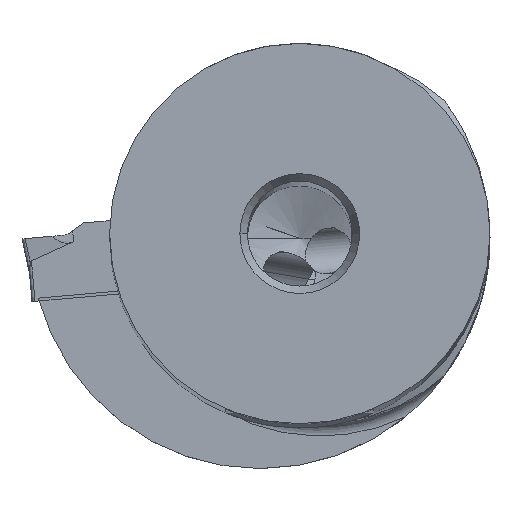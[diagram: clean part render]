
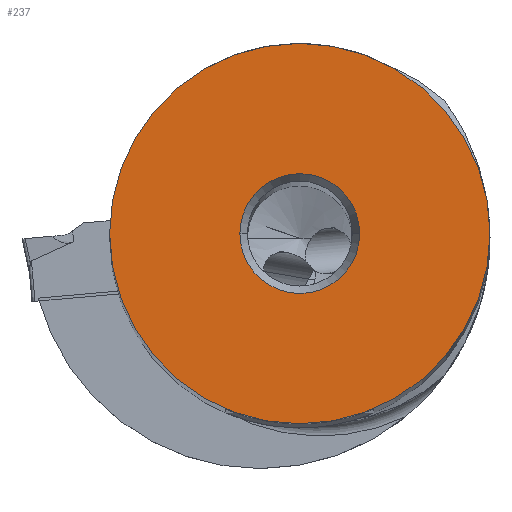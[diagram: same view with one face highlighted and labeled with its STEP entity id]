
A CAD part, top view. The second image highlights one B-rep face of the part: STEP entity #237.
In plain terms, the highlighted planar face has unit normal (0, 0, 1).
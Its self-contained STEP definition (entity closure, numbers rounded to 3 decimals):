
#62=FACE_BOUND('',#536,.T.);
#63=FACE_BOUND('',#537,.T.);
#237=ADVANCED_FACE('',(#62,#63),#326,.T.);
#326=PLANE('',#2875);
#536=EDGE_LOOP('',(#1036,#1037));
#537=EDGE_LOOP('',(#1038,#1039));
#1036=ORIENTED_EDGE('',*,*,#1849,.F.);
#1037=ORIENTED_EDGE('',*,*,#1854,.F.);
#1038=ORIENTED_EDGE('',*,*,#1855,.F.);
#1039=ORIENTED_EDGE('',*,*,#1856,.F.);
#1522=VERTEX_POINT('',#5140);
#1523=VERTEX_POINT('',#5142);
#1528=VERTEX_POINT('',#5155);
#1529=VERTEX_POINT('',#5156);
#1849=EDGE_CURVE('',#1523,#1522,#2192,.T.);
#1854=EDGE_CURVE('',#1522,#1523,#2193,.T.);
#1855=EDGE_CURVE('',#1528,#1529,#2194,.T.);
#1856=EDGE_CURVE('',#1529,#1528,#2195,.T.);
#2192=CIRCLE('',#2868,12.7);
#2193=CIRCLE('',#2872,12.7);
#2194=CIRCLE('',#2873,4.);
#2195=CIRCLE('',#2874,4.);
#2868=AXIS2_PLACEMENT_3D('',#5143,#3366,#3367);
#2872=AXIS2_PLACEMENT_3D('',#5153,#3376,#3377);
#2873=AXIS2_PLACEMENT_3D('',#5154,#3378,#3379);
#2874=AXIS2_PLACEMENT_3D('',#5157,#3380,#3381);
#2875=AXIS2_PLACEMENT_3D('',#5158,#3382,#3383);
#3366=DIRECTION('',(0.,0.,-1.));
#3367=DIRECTION('',(-1.,0.,0.));
#3376=DIRECTION('',(0.,0.,-1.));
#3377=DIRECTION('',(1.,0.,0.));
#3378=DIRECTION('',(0.,0.,1.));
#3379=DIRECTION('',(-1.,0.,0.));
#3380=DIRECTION('',(0.,0.,1.));
#3381=DIRECTION('',(1.,0.,0.));
#3382=DIRECTION('',(0.,0.,1.));
#3383=DIRECTION('',(-1.,0.,0.));
#5140=CARTESIAN_POINT('',(12.7,0.,0.));
#5142=CARTESIAN_POINT('',(-12.7,0.,0.));
#5143=CARTESIAN_POINT('',(0.,0.,0.));
#5153=CARTESIAN_POINT('',(0.,0.,0.));
#5154=CARTESIAN_POINT('',(0.,0.,0.));
#5155=CARTESIAN_POINT('',(-4.,0.,0.));
#5156=CARTESIAN_POINT('',(4.,0.,0.));
#5157=CARTESIAN_POINT('',(0.,0.,0.));
#5158=CARTESIAN_POINT('',(0.,0.,0.));
